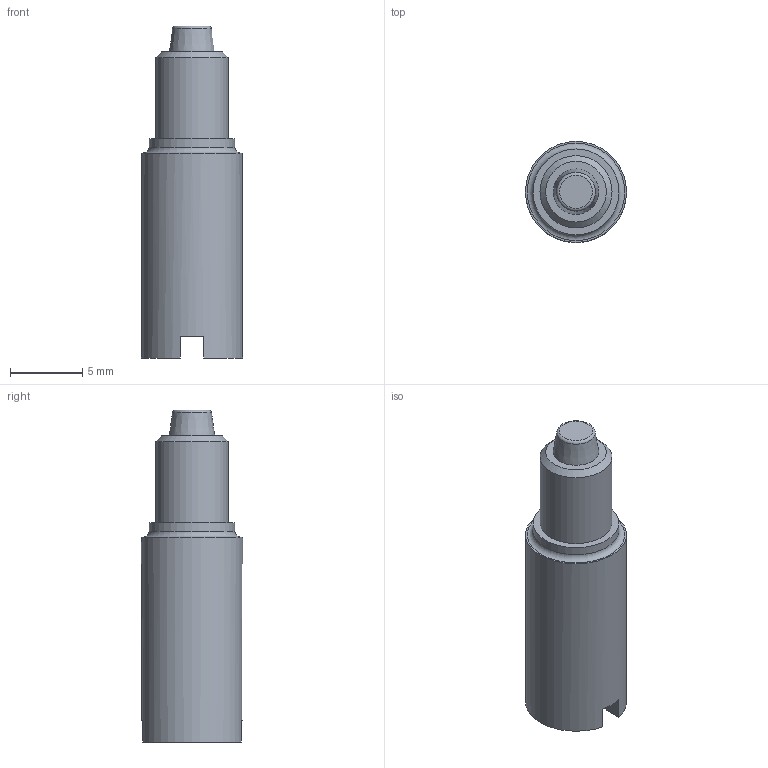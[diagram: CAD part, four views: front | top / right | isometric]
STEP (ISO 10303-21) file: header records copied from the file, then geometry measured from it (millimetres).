
FILE_DESCRIPTION(/* description */ ('STEP AP214'),/* implementation_level */ '2;1');
FILE_NAME(/* name */ '8159471_DYEF-G8-S-M5-Y1',/* time_stamp */ '2024-08-23T15:24:32+02:00',/* author */ ('License CC BY-ND 4.0'),/* organization */ ('CADENAS'),/* preprocessor_version */ 'ST-DEVELOPER v19.3',/* originating_system */ 'PARTsolutions',/* authorisation */ ' ');
FILE_SCHEMA (('AUTOMOTIVE_DESIGN {1 0 10303 214 3 1 1}'));
Length unit declared in the file: millimetre
Products named in the file (3): 8159471 DYEF-G8-S-M5-Y1---(0); 8159464 DYEF-G8-S-M5x0.5; 8159569 DYEF-G8-S-M5-Y1
Assembly tree (2 placements, depth 2):
  8159471 DYEF-G8-S-M5-Y1---(0)
    8159464 DYEF-G8-S-M5x0.5
    8159569 DYEF-G8-S-M5-Y1
Bounding box: 7 x 7 x 23 mm (x, y, z)
Volume: 664.1 mm3; surface area: 971.9 mm2
Topology: 2 solids, 2 shells, 54 faces, 118 edges, 70 vertices
Faces by surface type: plane 32, cone 14, cylinder 6, torus 2
Full cylindrical faces by diameter (mm): 1.5 x1, 4.459 x1, 5 x1, 5.2 x1, 5.95 x1, 7 x1
Entity records: 1599 total; most frequent: CARTESIAN_POINT 266, DIRECTION 238, ORIENTED_EDGE 202, EDGE_CURVE 101, AXIS2_PLACEMENT_3D 92, FACE_BOUND 73, EDGE_LOOP 72, VERTEX_POINT 68
